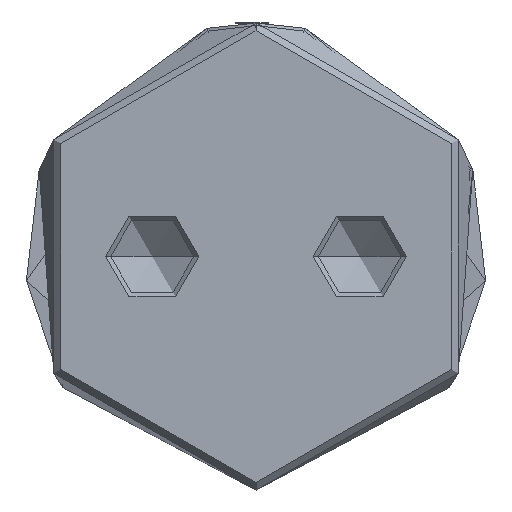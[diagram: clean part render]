
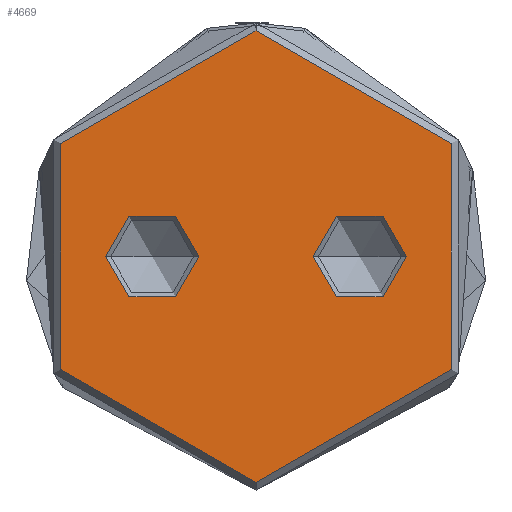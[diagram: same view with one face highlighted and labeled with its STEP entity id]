
A CAD part, front view. The second image highlights one B-rep face of the part: STEP entity #4669.
In plain terms, the highlighted face is planar.
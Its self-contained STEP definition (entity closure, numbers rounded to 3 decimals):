
#82 = CARTESIAN_POINT ( 'NONE',  ( 0., -21.75, 0. ) ) ;
#200 = EDGE_CURVE ( 'NONE', #982, #4766, #3064, .T. ) ;
#617 = DIRECTION ( 'NONE',  ( 0., 0., -1. ) ) ;
#630 = PLANE ( 'NONE',  #3232 ) ;
#789 = CARTESIAN_POINT ( 'NONE',  ( 5.5, 0., 0. ) ) ;
#795 = EDGE_CURVE ( 'NONE', #2491, #1839, #969, .T. ) ;
#852 = FACE_OUTER_BOUND ( 'NONE', #4226, .T. ) ;
#969 = CIRCLE ( 'NONE', #5734, 21.75 ) ;
#971 = ORIENTED_EDGE ( 'NONE', *, *, #795, .T. ) ;
#982 = VERTEX_POINT ( 'NONE', #3454 ) ;
#1000 = VERTEX_POINT ( 'NONE', #3156 ) ;
#1001 = DIRECTION ( 'NONE',  ( 0., 0., -1. ) ) ;
#1080 = CARTESIAN_POINT ( 'NONE',  ( 0., 0., 0. ) ) ;
#1264 = ORIENTED_EDGE ( 'NONE', *, *, #3210, .T. ) ;
#1319 = EDGE_LOOP ( 'NONE', ( #2963, #2630 ) ) ;
#1444 = CARTESIAN_POINT ( 'NONE',  ( 0., 0., 0. ) ) ;
#1545 = DIRECTION ( 'NONE',  ( 0., 1., 0. ) ) ;
#1569 = DIRECTION ( 'NONE',  ( 1., 0., 0. ) ) ;
#1588 = DIRECTION ( 'NONE',  ( 0., 0., 1. ) ) ;
#1699 = CARTESIAN_POINT ( 'NONE',  ( 10., 0., 0. ) ) ;
#1720 = DIRECTION ( 'NONE',  ( 0., 0., 1. ) ) ;
#1757 = DIRECTION ( 'NONE',  ( 1., 0., 0. ) ) ;
#1819 = CARTESIAN_POINT ( 'NONE',  ( 10., 0., 0. ) ) ;
#1839 = VERTEX_POINT ( 'NONE', #3990 ) ;
#1888 = AXIS2_PLACEMENT_3D ( 'NONE', #1699, #1720, #1757 ) ;
#1893 = DIRECTION ( 'NONE',  ( 0., 1., 0. ) ) ;
#2163 = CARTESIAN_POINT ( 'NONE',  ( 0., 0., 0. ) ) ;
#2200 = DIRECTION ( 'NONE',  ( 0., 0., -1. ) ) ;
#2241 = AXIS2_PLACEMENT_3D ( 'NONE', #3311, #617, #3778 ) ;
#2245 = DIRECTION ( 'NONE',  ( 0., 1., 0. ) ) ;
#2491 = VERTEX_POINT ( 'NONE', #82 ) ;
#2630 = ORIENTED_EDGE ( 'NONE', *, *, #5764, .F. ) ;
#2674 = AXIS2_PLACEMENT_3D ( 'NONE', #1819, #1588, #1569 ) ;
#2702 = ORIENTED_EDGE ( 'NONE', *, *, #4527, .T. ) ;
#2963 = ORIENTED_EDGE ( 'NONE', *, *, #3826, .F. ) ;
#3064 = CIRCLE ( 'NONE', #1888, 4.5 ) ;
#3156 = CARTESIAN_POINT ( 'NONE',  ( -5.5, 0., 0. ) ) ;
#3210 = EDGE_CURVE ( 'NONE', #4766, #982, #5057, .T. ) ;
#3232 = AXIS2_PLACEMENT_3D ( 'NONE', #1080, #4209, #1545 ) ;
#3311 = CARTESIAN_POINT ( 'NONE',  ( -10., 0., 0. ) ) ;
#3454 = CARTESIAN_POINT ( 'NONE',  ( 14.5, 0., 0. ) ) ;
#3653 = AXIS2_PLACEMENT_3D ( 'NONE', #1444, #4616, #1893 ) ;
#3714 = CARTESIAN_POINT ( 'NONE',  ( -10., 0., 0. ) ) ;
#3778 = DIRECTION ( 'NONE',  ( -1., 0., 0. ) ) ;
#3826 = EDGE_CURVE ( 'NONE', #4093, #1000, #4050, .T. ) ;
#3990 = CARTESIAN_POINT ( 'NONE',  ( 0., 21.75, 0. ) ) ;
#4041 = CARTESIAN_POINT ( 'NONE',  ( -14.5, 0., 0. ) ) ;
#4050 = CIRCLE ( 'NONE', #2241, 4.5 ) ;
#4093 = VERTEX_POINT ( 'NONE', #4041 ) ;
#4173 = DIRECTION ( 'NONE',  ( -1., 0., 0. ) ) ;
#4209 = DIRECTION ( 'NONE',  ( 0., 0., -1. ) ) ;
#4226 = EDGE_LOOP ( 'NONE', ( #971, #2702 ) ) ;
#4472 = FACE_BOUND ( 'NONE', #5725, .T. ) ;
#4527 = EDGE_CURVE ( 'NONE', #1839, #2491, #5037, .T. ) ;
#4616 = DIRECTION ( 'NONE',  ( 0., 0., -1. ) ) ;
#4669 = ADVANCED_FACE ( 'NONE', ( #4472, #5666, #852 ), #630, .T. ) ;
#4766 = VERTEX_POINT ( 'NONE', #789 ) ;
#5010 = ORIENTED_EDGE ( 'NONE', *, *, #200, .T. ) ;
#5037 = CIRCLE ( 'NONE', #3653, 21.75 ) ;
#5057 = CIRCLE ( 'NONE', #2674, 4.5 ) ;
#5549 = CIRCLE ( 'NONE', #5590, 4.5 ) ;
#5590 = AXIS2_PLACEMENT_3D ( 'NONE', #3714, #1001, #4173 ) ;
#5666 = FACE_BOUND ( 'NONE', #1319, .T. ) ;
#5725 = EDGE_LOOP ( 'NONE', ( #5010, #1264 ) ) ;
#5734 = AXIS2_PLACEMENT_3D ( 'NONE', #2163, #2200, #2245 ) ;
#5764 = EDGE_CURVE ( 'NONE', #1000, #4093, #5549, .T. ) ;
